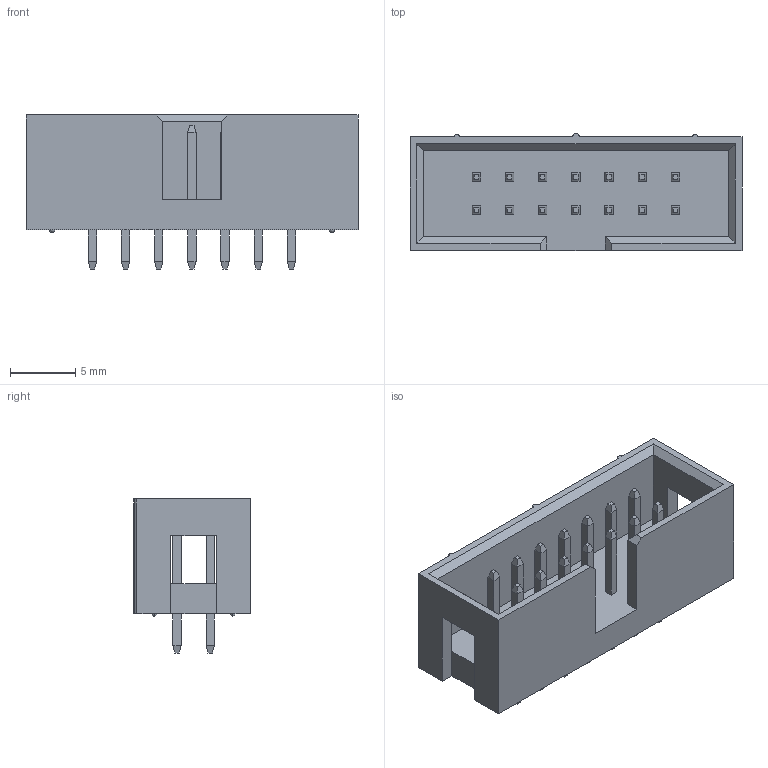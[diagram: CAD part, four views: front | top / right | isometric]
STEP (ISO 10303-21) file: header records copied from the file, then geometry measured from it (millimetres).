
FILE_DESCRIPTION (( 'STEP AP214' ), '1' );
FILE_NAME ('FBH25401-D14S1001K6K-REF.STEP', '2026-02-24T07:45:47', ( '' ), ( '' ), 'SwSTEP 2.0', 'SolidWorks 2021', '' );
FILE_SCHEMA (( 'AUTOMOTIVE_DESIGN' ));
Length unit declared in the file: millimetre
Products named in the file (1): FBH25401-D14S1001K6K-REF
Bounding box: 25.43 x 8.95 x 11.8 mm (x, y, z)
Volume: 912.4 mm3; surface area: 1647.4 mm2
Topology: 1 solids, 1 shells, 295 faces, 693 edges, 420 vertices
Faces by surface type: plane 284, sphere 8, cylinder 3
Entity records: 8051 total; most frequent: CARTESIAN_POINT 1385, ORIENTED_EDGE 1354, DIRECTION 1291, EDGE_CURVE 677, LINE 655, VECTOR 655, VERTEX_POINT 412, EDGE_LOOP 327
